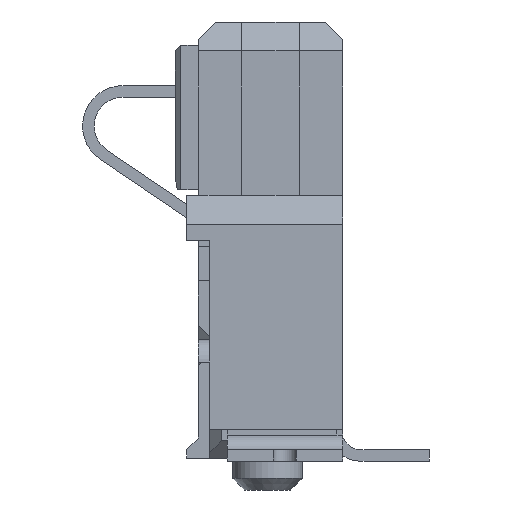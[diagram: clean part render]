
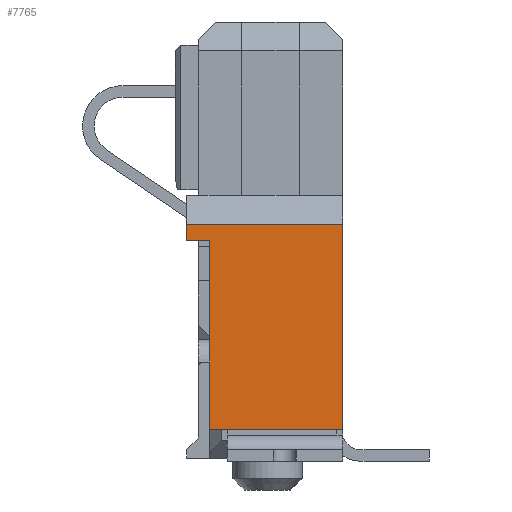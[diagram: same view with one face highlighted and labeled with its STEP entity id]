
A CAD part, left-side view. The second image highlights one B-rep face of the part: STEP entity #7765.
In plain terms, the highlighted planar face has unit normal (-1, 0, 0).
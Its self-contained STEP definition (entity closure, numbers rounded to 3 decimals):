
#801=FACE_OUTER_BOUND('',#1204,.T.);
#1204=EDGE_LOOP('',(#6717,#6718,#6719,#6720,#6721,#6722));
#1364=LINE('',#10453,#2338);
#2140=LINE('',#12180,#3114);
#2144=LINE('',#12187,#3118);
#2145=LINE('',#12189,#3119);
#2146=LINE('',#12190,#3120);
#2147=LINE('',#12191,#3121);
#2338=VECTOR('',#8446,3.55);
#3114=VECTOR('',#10004,2.7);
#3118=VECTOR('',#10010,0.4);
#3119=VECTOR('',#10011,3.27);
#3120=VECTOR('',#10012,2.3);
#3121=VECTOR('',#10013,0.28);
#3246=VERTEX_POINT('',#10336);
#3303=VERTEX_POINT('',#10451);
#3863=VERTEX_POINT('',#12179);
#3864=VERTEX_POINT('',#12185);
#3865=VERTEX_POINT('',#12186);
#3866=VERTEX_POINT('',#12188);
#3990=EDGE_CURVE('',#3246,#3303,#1364,.T.);
#4851=EDGE_CURVE('',#3303,#3863,#2140,.T.);
#4855=EDGE_CURVE('',#3864,#3865,#2144,.T.);
#4856=EDGE_CURVE('',#3866,#3864,#2145,.T.);
#4857=EDGE_CURVE('',#3246,#3866,#2146,.T.);
#4858=EDGE_CURVE('',#3865,#3863,#2147,.T.);
#6717=ORIENTED_EDGE('',*,*,#4855,.F.);
#6718=ORIENTED_EDGE('',*,*,#4856,.F.);
#6719=ORIENTED_EDGE('',*,*,#4857,.F.);
#6720=ORIENTED_EDGE('',*,*,#3990,.T.);
#6721=ORIENTED_EDGE('',*,*,#4851,.T.);
#6722=ORIENTED_EDGE('',*,*,#4858,.F.);
#7381=PLANE('',#8262);
#7765=ADVANCED_FACE('',(#801),#7381,.T.);
#8262=AXIS2_PLACEMENT_3D('',#12184,#10008,#10009);
#8446=DIRECTION('',(0.,0.,1.));
#10004=DIRECTION('',(0.,1.,0.));
#10008=DIRECTION('center_axis',(-1.,0.,0.));
#10009=DIRECTION('ref_axis',(0.,0.,1.));
#10010=DIRECTION('',(0.,1.,0.));
#10011=DIRECTION('',(0.,0.,1.));
#10012=DIRECTION('',(0.,1.,0.));
#10013=DIRECTION('',(0.,0.,1.));
#10336=CARTESIAN_POINT('',(-5.6,-1.25,-7.05));
#10451=CARTESIAN_POINT('',(-5.6,-1.25,-3.5));
#10453=CARTESIAN_POINT('',(-5.6,-1.25,-7.05));
#12179=CARTESIAN_POINT('',(-5.6,1.45,-3.5));
#12180=CARTESIAN_POINT('',(-5.6,-1.25,-3.5));
#12184=CARTESIAN_POINT('Origin',(-5.6,-1.25,-7.05));
#12185=CARTESIAN_POINT('',(-5.6,1.05,-3.78));
#12186=CARTESIAN_POINT('',(-5.6,1.45,-3.78));
#12187=CARTESIAN_POINT('',(-5.6,1.05,-3.78));
#12188=CARTESIAN_POINT('',(-5.6,1.05,-7.05));
#12189=CARTESIAN_POINT('',(-5.6,1.05,-7.05));
#12190=CARTESIAN_POINT('',(-5.6,-1.25,-7.05));
#12191=CARTESIAN_POINT('',(-5.6,1.45,-3.78));
